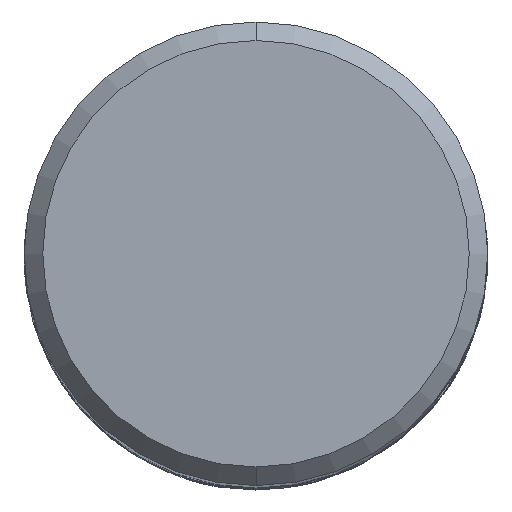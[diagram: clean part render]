
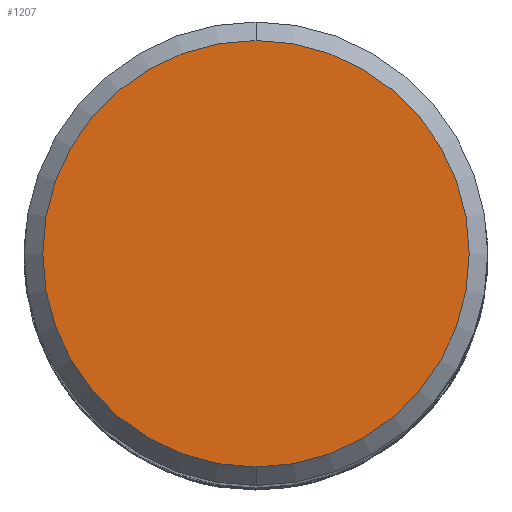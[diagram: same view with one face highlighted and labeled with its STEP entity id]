
A CAD part, top view. The second image highlights one B-rep face of the part: STEP entity #1207.
In plain terms, the highlighted planar face has unit normal (0, 0, 1).
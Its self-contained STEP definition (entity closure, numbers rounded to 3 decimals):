
#779=VERTEX_POINT('',#1879);
#939=EDGE_CURVE('',#779,#1549,#2054,.T.);
#1091=EDGE_CURVE('',#1549,#779,#2222,.T.);
#1207=ADVANCED_FACE('',(#2346),#2347,.T.);
#1549=VERTEX_POINT('',#2726);
#1879=CARTESIAN_POINT('',(0.0,11.5,0.0));
#2054=CIRCLE('',#6258,11.5);
#2222=CIRCLE('',#7814,11.5);
#2346=FACE_OUTER_BOUND('',#9595,.T.);
#2347=PLANE('',#9596);
#2726=CARTESIAN_POINT('',(0.,-11.5,0.0));
#6258=AXIS2_PLACEMENT_3D('',#15002,#15003,#15004);
#7814=AXIS2_PLACEMENT_3D('',#15197,#15198,#15199);
#9595=EDGE_LOOP('',(#15304,#15305));
#9596=AXIS2_PLACEMENT_3D('',#15306,#15307,#15308);
#15002=CARTESIAN_POINT('',(0.0,0.0,0.0));
#15003=DIRECTION('',(0.0,0.0,-1.0));
#15004=DIRECTION('',(0.0,1.0,0.0));
#15197=CARTESIAN_POINT('',(0.0,0.0,0.0));
#15198=DIRECTION('',(0.0,0.0,-1.0));
#15199=DIRECTION('',(0.0,1.0,0.0));
#15304=ORIENTED_EDGE('',*,*,#939,.F.);
#15305=ORIENTED_EDGE('',*,*,#1091,.F.);
#15306=CARTESIAN_POINT('',(0.0,5.75,0.0));
#15307=DIRECTION('',(-0.0,0.0,1.0));
#15308=DIRECTION('',(0.0,-1.0,0.0));
